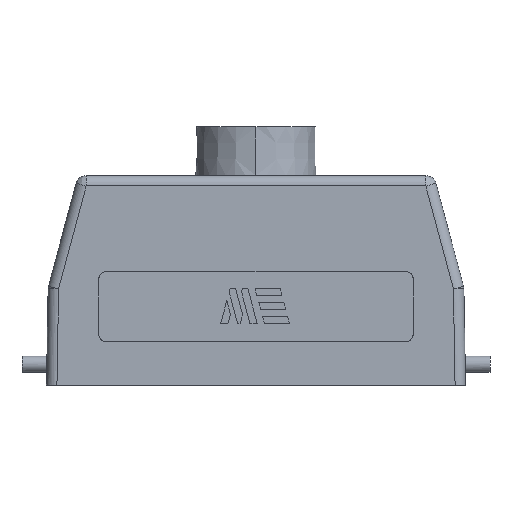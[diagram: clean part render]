
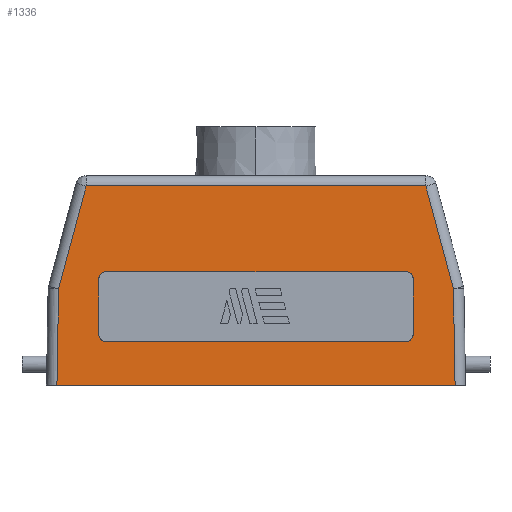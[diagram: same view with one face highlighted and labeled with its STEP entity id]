
A CAD part, front view. The second image highlights one B-rep face of the part: STEP entity #1336.
In plain terms, the highlighted planar face has unit normal (0, -1, 0.018).
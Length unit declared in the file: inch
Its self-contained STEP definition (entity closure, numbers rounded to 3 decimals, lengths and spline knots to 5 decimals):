
#94 = DIRECTION ( 'NONE',  ( -0.259, 0.017, 0.966 ) ) ;
#159 = PLANE ( 'NONE',  #1325 ) ;
#330 = CARTESIAN_POINT ( 'NONE',  ( -1.77149, -0.83729, 0.52489 ) ) ;
#370 = CARTESIAN_POINT ( 'NONE',  ( 1.77129, -0.8255, 1.20043 ) ) ;
#379 = EDGE_CURVE ( 'NONE', #575, #3578, #3325, .T. ) ;
#393 = CARTESIAN_POINT ( 'NONE',  ( 2.24411, -0.84646, 0. ) ) ;
#440 = CARTESIAN_POINT ( 'NONE',  ( 1.69254, -0.82413, 1.27914 ) ) ;
#474 = VECTOR ( 'NONE', #482, 39.37008 ) ;
#482 = DIRECTION ( 'NONE',  ( -1., 0., 0. ) ) ;
#496 = VERTEX_POINT ( 'NONE', #1078 ) ;
#512 = VERTEX_POINT ( 'NONE', #1419 ) ;
#572 = DIRECTION ( 'NONE',  ( 0., -0.017, -1. ) ) ;
#575 = VERTEX_POINT ( 'NONE', #1924 ) ;
#597 = FACE_BOUND ( 'NONE', #705, .T. ) ;
#627 = EDGE_CURVE ( 'NONE', #496, #1456, #3532, .T. ) ;
#705 = EDGE_LOOP ( 'NONE', ( #1605, #1298, #1216, #2132, #1353, #2481, #2341, #3946 ) ) ;
#794 = CARTESIAN_POINT ( 'NONE',  ( 1.77148, -0.83649, 0.57103 ) ) ;
#825 = VECTOR ( 'NONE', #3391, 39.37008 ) ;
#881 = LINE ( 'NONE', #2496, #474 ) ;
#911 = ORIENTED_EDGE ( 'NONE', *, *, #627, .T. ) ;
#964 = VERTEX_POINT ( 'NONE', #2230 ) ;
#979 = CARTESIAN_POINT ( 'NONE',  ( -2.3622, -0.84646, 0. ) ) ;
#998 = CARTESIAN_POINT ( 'NONE',  ( 1.69254, -0.82413, 1.27914 ) ) ;
#1047 = EDGE_CURVE ( 'NONE', #1984, #5149, #3859, .T. ) ;
#1078 = CARTESIAN_POINT ( 'NONE',  ( 2.22516, -0.82751, 1.08569 ) ) ;
#1146 = LINE ( 'NONE', #1200, #1415 ) ;
#1200 = CARTESIAN_POINT ( 'NONE',  ( -1.77148, -0.83649, 0.57103 ) ) ;
#1216 = ORIENTED_EDGE ( 'NONE', *, *, #3289, .T. ) ;
#1242 = CARTESIAN_POINT ( 'NONE',  ( -1.69254, -0.82413, 1.27914 ) ) ;
#1282 = CARTESIAN_POINT ( 'NONE',  ( 2.24411, -0.84646, 0. ) ) ;
#1298 = ORIENTED_EDGE ( 'NONE', *, *, #2004, .T. ) ;
#1324 = CARTESIAN_POINT ( 'NONE',  ( -1.77148, -0.83649, 0.57103 ) ) ;
#1325 = AXIS2_PLACEMENT_3D ( 'NONE', #2994, #1768, #572 ) ;
#1336 = ADVANCED_FACE ( 'NONE', ( #597, #3744 ), #159, .T. ) ;
#1344 = CARTESIAN_POINT ( 'NONE',  ( -1.77129, -0.8255, 1.20043 ) ) ;
#1353 = ORIENTED_EDGE ( 'NONE', *, *, #1701, .T. ) ;
#1415 = VECTOR ( 'NONE', #2785, 39.37008 ) ;
#1419 = CARTESIAN_POINT ( 'NONE',  ( 1.77129, -0.8255, 1.20043 ) ) ;
#1456 = VERTEX_POINT ( 'NONE', #4581 ) ;
#1478 = ORIENTED_EDGE ( 'NONE', *, *, #2130, .F. ) ;
#1511 = VECTOR ( 'NONE', #4592, 39.37008 ) ;
#1539 = CARTESIAN_POINT ( 'NONE',  ( -1.77148, -0.83649, 0.57103 ) ) ;
#1605 = ORIENTED_EDGE ( 'NONE', *, *, #1971, .T. ) ;
#1666 = EDGE_CURVE ( 'NONE', #4336, #4614, #3235, .T. ) ;
#1674 = EDGE_CURVE ( 'NONE', #1456, #575, #3572, .T. ) ;
#1701 = EDGE_CURVE ( 'NONE', #4614, #964, #1146, .T. ) ;
#1748 = VECTOR ( 'NONE', #3277, 39.37008 ) ;
#1768 = DIRECTION ( 'NONE',  ( 0., -1., 0.017 ) ) ;
#1804 = CARTESIAN_POINT ( 'NONE',  ( 1.77129, -0.8255, 1.20043 ) ) ;
#1878 =( BOUNDED_CURVE ( )  B_SPLINE_CURVE ( 3, ( #1344, #4532, #2559, #1242 ),
 .UNSPECIFIED., .F., .F. ) 
 B_SPLINE_CURVE_WITH_KNOTS ( ( 4, 4 ),
 ( 0.0003, 1.5708 ),
 .UNSPECIFIED. ) 
 CURVE ( )  GEOMETRIC_REPRESENTATION_ITEM ( )  RATIONAL_B_SPLINE_CURVE ( ( 1., 0.805, 0.805, 1. ) ) 
 REPRESENTATION_ITEM ( '' )  );
#1924 = CARTESIAN_POINT ( 'NONE',  ( -1.91422, -0.80725, 2.24616 ) ) ;
#1942 = CARTESIAN_POINT ( 'NONE',  ( 0., -0.80725, 2.24616 ) ) ;
#1971 = EDGE_CURVE ( 'NONE', #512, #4481, #3778, .T. ) ;
#1984 = VERTEX_POINT ( 'NONE', #393 ) ;
#1986 = DIRECTION ( 'NONE',  ( 1., 0., 0. ) ) ;
#2004 = EDGE_CURVE ( 'NONE', #4481, #4870, #3269, .T. ) ;
#2013 = CARTESIAN_POINT ( 'NONE',  ( 1.7389, -0.83786, 0.49228 ) ) ;
#2064 = CARTESIAN_POINT ( 'NONE',  ( 1.73866, -0.82413, 1.27914 ) ) ;
#2087 = EDGE_CURVE ( 'NONE', #2238, #3749, #2381, .T. ) ;
#2089 = CARTESIAN_POINT ( 'NONE',  ( -2.24389, -0.84623, 0.01271 ) ) ;
#2093 = VECTOR ( 'NONE', #2888, 39.37008 ) ;
#2130 = EDGE_CURVE ( 'NONE', #5149, #3578, #4922, .T. ) ;
#2132 = ORIENTED_EDGE ( 'NONE', *, *, #1666, .T. ) ;
#2198 = CARTESIAN_POINT ( 'NONE',  ( -1.69254, -0.82413, 1.27914 ) ) ;
#2215 = EDGE_CURVE ( 'NONE', #964, #2238, #1878, .T. ) ;
#2230 = CARTESIAN_POINT ( 'NONE',  ( -1.77129, -0.8255, 1.20043 ) ) ;
#2238 = VERTEX_POINT ( 'NONE', #2198 ) ;
#2341 = ORIENTED_EDGE ( 'NONE', *, *, #2087, .T. ) ;
#2369 = ORIENTED_EDGE ( 'NONE', *, *, #1674, .T. ) ;
#2381 = LINE ( 'NONE', #3957, #3237 ) ;
#2396 = ORIENTED_EDGE ( 'NONE', *, *, #379, .T. ) ;
#2481 = ORIENTED_EDGE ( 'NONE', *, *, #2215, .T. ) ;
#2496 = CARTESIAN_POINT ( 'NONE',  ( 0., -0.83786, 0.49228 ) ) ;
#2559 = CARTESIAN_POINT ( 'NONE',  ( -1.73866, -0.82413, 1.27914 ) ) ;
#2662 = VECTOR ( 'NONE', #94, 39.37008 ) ;
#2725 = CARTESIAN_POINT ( 'NONE',  ( 1.69278, -0.83786, 0.49228 ) ) ;
#2785 = DIRECTION ( 'NONE',  ( 0., 0.017, 1. ) ) ;
#2888 = DIRECTION ( 'NONE',  ( -0.017, 0.017, 1. ) ) ;
#2941 =( BOUNDED_CURVE ( )  B_SPLINE_CURVE ( 3, ( #440, #2064, #3636, #370 ),
 .UNSPECIFIED., .F., .F. ) 
 B_SPLINE_CURVE_WITH_KNOTS ( ( 4, 4 ),
 ( 4.71239, 6.28288 ),
 .UNSPECIFIED. ) 
 CURVE ( )  GEOMETRIC_REPRESENTATION_ITEM ( )  RATIONAL_B_SPLINE_CURVE ( ( 1., 0.805, 0.805, 1. ) ) 
 REPRESENTATION_ITEM ( '' )  );
#2954 = CARTESIAN_POINT ( 'NONE',  ( -2.22516, -0.82751, 1.08569 ) ) ;
#2962 = CARTESIAN_POINT ( 'NONE',  ( 1.77148, -0.83649, 0.57103 ) ) ;
#2994 = CARTESIAN_POINT ( 'NONE',  ( 0., -0.84646, 0. ) ) ;
#3132 = DIRECTION ( 'NONE',  ( -1., 0., 0. ) ) ;
#3170 = VECTOR ( 'NONE', #3132, 39.37008 ) ;
#3184 = CARTESIAN_POINT ( 'NONE',  ( -1.7389, -0.83786, 0.49228 ) ) ;
#3198 = EDGE_LOOP ( 'NONE', ( #911, #2369, #2396, #1478, #4743, #3699 ) ) ;
#3235 =( BOUNDED_CURVE ( )  B_SPLINE_CURVE ( 3, ( #3915, #3184, #330, #1539 ),
 .UNSPECIFIED., .F., .F. ) 
 B_SPLINE_CURVE_WITH_KNOTS ( ( 4, 4 ),
 ( 5.81978, 7.39027 ),
 .UNSPECIFIED. ) 
 CURVE ( )  GEOMETRIC_REPRESENTATION_ITEM ( )  RATIONAL_B_SPLINE_CURVE ( ( 1., 0.805, 0.805, 1. ) ) 
 REPRESENTATION_ITEM ( '' )  );
#3237 = VECTOR ( 'NONE', #1986, 39.37008 ) ;
#3269 =( BOUNDED_CURVE ( )  B_SPLINE_CURVE ( 3, ( #794, #4300, #2013, #2725 ),
 .UNSPECIFIED., .F., .T. ) 
 B_SPLINE_CURVE_WITH_KNOTS ( ( 4, 4 ),
 ( 5.1761, 6.74659 ),
 .UNSPECIFIED. ) 
 CURVE ( )  GEOMETRIC_REPRESENTATION_ITEM ( )  RATIONAL_B_SPLINE_CURVE ( ( 1., 0.805, 0.805, 1. ) ) 
 REPRESENTATION_ITEM ( '' )  );
#3270 = LINE ( 'NONE', #1282, #2093 ) ;
#3277 = DIRECTION ( 'NONE',  ( 0.017, 0.017, 1. ) ) ;
#3283 = EDGE_CURVE ( 'NONE', #1984, #496, #3270, .T. ) ;
#3289 = EDGE_CURVE ( 'NONE', #4870, #4336, #881, .T. ) ;
#3325 = LINE ( 'NONE', #4553, #4889 ) ;
#3389 = CARTESIAN_POINT ( 'NONE',  ( 1.69278, -0.83786, 0.49228 ) ) ;
#3391 = DIRECTION ( 'NONE',  ( 0., -0.017, -1. ) ) ;
#3532 = LINE ( 'NONE', #3676, #2662 ) ;
#3572 = LINE ( 'NONE', #1942, #3170 ) ;
#3578 = VERTEX_POINT ( 'NONE', #2954 ) ;
#3636 = CARTESIAN_POINT ( 'NONE',  ( 1.77127, -0.8247, 1.24654 ) ) ;
#3676 = CARTESIAN_POINT ( 'NONE',  ( 2.22516, -0.82751, 1.08569 ) ) ;
#3699 = ORIENTED_EDGE ( 'NONE', *, *, #3283, .T. ) ;
#3744 = FACE_OUTER_BOUND ( 'NONE', #3198, .T. ) ;
#3749 = VERTEX_POINT ( 'NONE', #998 ) ;
#3778 = LINE ( 'NONE', #1804, #825 ) ;
#3859 = LINE ( 'NONE', #979, #1511 ) ;
#3889 = CARTESIAN_POINT ( 'NONE',  ( -2.24411, -0.84646, 0. ) ) ;
#3915 = CARTESIAN_POINT ( 'NONE',  ( -1.69278, -0.83786, 0.49228 ) ) ;
#3946 = ORIENTED_EDGE ( 'NONE', *, *, #4249, .T. ) ;
#3957 = CARTESIAN_POINT ( 'NONE',  ( 0., -0.82413, 1.27914 ) ) ;
#4083 = CARTESIAN_POINT ( 'NONE',  ( -1.69278, -0.83786, 0.49228 ) ) ;
#4249 = EDGE_CURVE ( 'NONE', #3749, #512, #2941, .T. ) ;
#4300 = CARTESIAN_POINT ( 'NONE',  ( 1.77149, -0.83729, 0.52489 ) ) ;
#4336 = VERTEX_POINT ( 'NONE', #4083 ) ;
#4481 = VERTEX_POINT ( 'NONE', #2962 ) ;
#4532 = CARTESIAN_POINT ( 'NONE',  ( -1.77127, -0.8247, 1.24654 ) ) ;
#4553 = CARTESIAN_POINT ( 'NONE',  ( -1.91422, -0.80725, 2.24616 ) ) ;
#4581 = CARTESIAN_POINT ( 'NONE',  ( 1.91422, -0.80725, 2.24616 ) ) ;
#4592 = DIRECTION ( 'NONE',  ( -1., 0., 0. ) ) ;
#4614 = VERTEX_POINT ( 'NONE', #1324 ) ;
#4743 = ORIENTED_EDGE ( 'NONE', *, *, #1047, .F. ) ;
#4870 = VERTEX_POINT ( 'NONE', #3389 ) ;
#4889 = VECTOR ( 'NONE', #4918, 39.37008 ) ;
#4918 = DIRECTION ( 'NONE',  ( -0.259, -0.017, -0.966 ) ) ;
#4922 = LINE ( 'NONE', #2089, #1748 ) ;
#5149 = VERTEX_POINT ( 'NONE', #3889 ) ;
